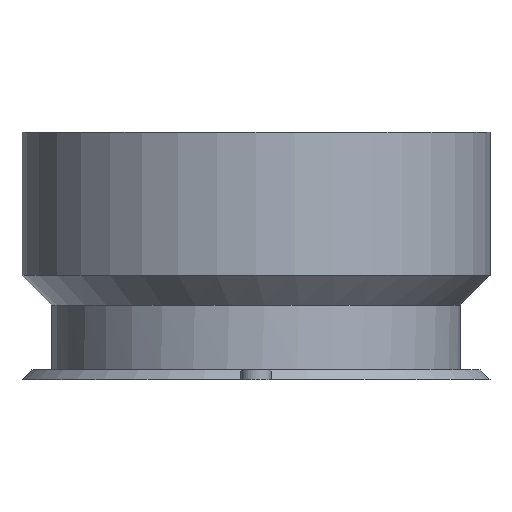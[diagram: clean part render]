
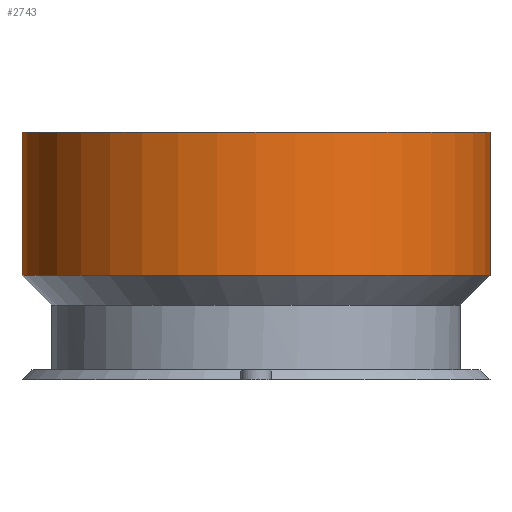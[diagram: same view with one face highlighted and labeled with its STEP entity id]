
A CAD part, left-side view. The second image highlights one B-rep face of the part: STEP entity #2743.
In plain terms, the highlighted cylindrical face has radius 47.1 mm (diameter 94.2 mm), a partial arc.
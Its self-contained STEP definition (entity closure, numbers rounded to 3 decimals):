
#296=FACE_OUTER_BOUND('',#444,.T.);
#444=EDGE_LOOP('',(#2550,#2551,#2552,#2553));
#590=CIRCLE('',#3029,47.1);
#594=CIRCLE('',#3040,47.1);
#806=LINE('',#4655,#1036);
#823=LINE('',#4737,#1053);
#1036=VECTOR('',#3751,10.);
#1053=VECTOR('',#3832,10.);
#1305=VERTEX_POINT('',#4653);
#1306=VERTEX_POINT('',#4654);
#1320=VERTEX_POINT('',#4713);
#1324=VERTEX_POINT('',#4736);
#1700=EDGE_CURVE('',#1305,#1306,#806,.T.);
#1727=EDGE_CURVE('',#1305,#1320,#590,.T.);
#1736=EDGE_CURVE('',#1320,#1324,#823,.T.);
#1737=EDGE_CURVE('',#1306,#1324,#594,.T.);
#2550=ORIENTED_EDGE('',*,*,#1727,.T.);
#2551=ORIENTED_EDGE('',*,*,#1736,.T.);
#2552=ORIENTED_EDGE('',*,*,#1737,.F.);
#2553=ORIENTED_EDGE('',*,*,#1700,.F.);
#2608=CYLINDRICAL_SURFACE('',#3039,47.1);
#2743=ADVANCED_FACE('',(#296),#2608,.T.);
#3029=AXIS2_PLACEMENT_3D('',#4717,#3805,#3806);
#3039=AXIS2_PLACEMENT_3D('',#4735,#3830,#3831);
#3040=AXIS2_PLACEMENT_3D('',#4738,#3833,#3834);
#3751=DIRECTION('',(0.,0.,1.));
#3805=DIRECTION('center_axis',(0.,0.,1.));
#3806=DIRECTION('ref_axis',(1.,0.,0.));
#3830=DIRECTION('center_axis',(0.,0.,1.));
#3831=DIRECTION('ref_axis',(-1.,0.,0.));
#3832=DIRECTION('',(0.,0.,1.));
#3833=DIRECTION('center_axis',(0.,0.,1.));
#3834=DIRECTION('ref_axis',(1.,0.,0.));
#4653=CARTESIAN_POINT('',(-2.5,47.034,21.));
#4654=CARTESIAN_POINT('',(-2.5,47.034,49.8));
#4655=CARTESIAN_POINT('',(-2.5,47.034,0.));
#4713=CARTESIAN_POINT('',(-2.5,-47.034,21.));
#4717=CARTESIAN_POINT('Origin',(0.,0.,21.));
#4735=CARTESIAN_POINT('Origin',(0.,0.,0.));
#4736=CARTESIAN_POINT('',(-2.5,-47.034,49.8));
#4737=CARTESIAN_POINT('',(-2.5,-47.034,0.));
#4738=CARTESIAN_POINT('Origin',(0.,0.,49.8));
